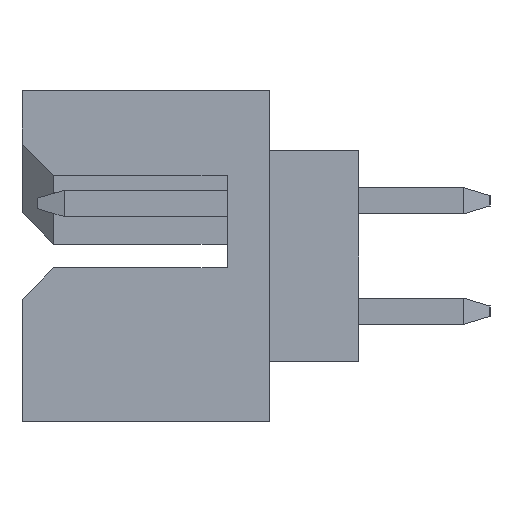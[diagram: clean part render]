
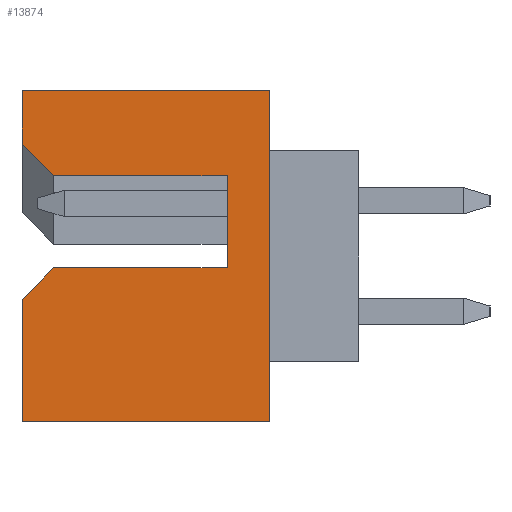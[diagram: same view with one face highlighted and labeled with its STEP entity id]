
A CAD part, left-side view. The second image highlights one B-rep face of the part: STEP entity #13874.
In plain terms, the highlighted planar face has unit normal (-1, 0, 0).
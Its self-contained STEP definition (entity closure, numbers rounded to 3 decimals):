
#7002=CARTESIAN_POINT('',(-8.325,6.4,-3.95));
#7003=VERTEX_POINT('',#7002);
#7004=CARTESIAN_POINT('',(-8.325,1.7,-3.95));
#7005=VERTEX_POINT('',#7004);
#7006=CARTESIAN_POINT('',(-8.325,6.4,-3.95));
#7007=DIRECTION('',(0.0,-1.0,0.0));
#7008=VECTOR('',#7007,4.7);
#7009=LINE('',#7006,#7008);
#7010=EDGE_CURVE('',#7003,#7005,#7009,.T.);
#7084=CARTESIAN_POINT('',(-8.325,1.7,2.35));
#7085=VERTEX_POINT('',#7084);
#7092=CARTESIAN_POINT('',(-8.325,1.7,-3.95));
#7093=DIRECTION('',(0.0,0.0,1.0));
#7094=VECTOR('',#7093,6.3);
#7095=LINE('',#7092,#7094);
#7096=EDGE_CURVE('',#7005,#7085,#7095,.T.);
#8345=CARTESIAN_POINT('',(-8.325,2.5,-1.025));
#8346=VERTEX_POINT('',#8345);
#8353=CARTESIAN_POINT('',(-8.325,2.5,0.725));
#8354=VERTEX_POINT('',#8353);
#8355=CARTESIAN_POINT('',(-8.325,2.5,0.725));
#8356=DIRECTION('',(0.0,0.0,-1.0));
#8357=VECTOR('',#8356,1.75);
#8358=LINE('',#8355,#8357);
#8359=EDGE_CURVE('',#8354,#8346,#8358,.T.);
#13413=CARTESIAN_POINT('',(-8.325,6.4,2.35));
#13414=VERTEX_POINT('',#13413);
#13421=CARTESIAN_POINT('',(-8.325,6.4,2.35));
#13422=DIRECTION('',(0.0,-1.0,0.0));
#13423=VECTOR('',#13422,4.7);
#13424=LINE('',#13421,#13423);
#13425=EDGE_CURVE('',#13414,#7085,#13424,.T.);
#13682=CARTESIAN_POINT('',(-8.325,6.4,-1.625));
#13683=VERTEX_POINT('',#13682);
#13684=CARTESIAN_POINT('',(-8.325,6.4,-3.95));
#13685=DIRECTION('',(0.0,0.0,1.0));
#13686=VECTOR('',#13685,2.325);
#13687=LINE('',#13684,#13686);
#13688=EDGE_CURVE('',#7003,#13683,#13687,.T.);
#13790=CARTESIAN_POINT('',(-8.325,6.4,1.325));
#13791=VERTEX_POINT('',#13790);
#13798=CARTESIAN_POINT('',(-8.325,6.4,1.325));
#13799=DIRECTION('',(0.0,0.0,1.0));
#13800=VECTOR('',#13799,1.025);
#13801=LINE('',#13798,#13800);
#13802=EDGE_CURVE('',#13791,#13414,#13801,.T.);
#13814=CARTESIAN_POINT('',(-8.325,5.8,-1.025));
#13815=VERTEX_POINT('',#13814);
#13831=CARTESIAN_POINT('',(-8.325,5.8,-1.025));
#13832=DIRECTION('',(0.0,0.707,-0.707));
#13833=VECTOR('',#13832,0.849);
#13834=LINE('',#13831,#13833);
#13835=EDGE_CURVE('',#13815,#13683,#13834,.T.);
#13840=CARTESIAN_POINT('',(-8.325,6.635,-4.265));
#13841=DIRECTION('',(-1.0,0.0,0.0));
#13842=DIRECTION('',(0.0,0.0,1.0));
#13843=AXIS2_PLACEMENT_3D('',#13840,#13841,#13842);
#13844=PLANE('',#13843);
#13845=ORIENTED_EDGE('',*,*,#13688,.F.);
#13846=ORIENTED_EDGE('',*,*,#7010,.T.);
#13847=ORIENTED_EDGE('',*,*,#7096,.T.);
#13848=ORIENTED_EDGE('',*,*,#13425,.F.);
#13849=ORIENTED_EDGE('',*,*,#13802,.F.);
#13850=CARTESIAN_POINT('',(-8.325,5.8,0.725));
#13851=VERTEX_POINT('',#13850);
#13852=CARTESIAN_POINT('',(-8.325,6.4,1.325));
#13853=DIRECTION('',(0.0,-0.707,-0.707));
#13854=VECTOR('',#13853,0.849);
#13855=LINE('',#13852,#13854);
#13856=EDGE_CURVE('',#13791,#13851,#13855,.T.);
#13857=ORIENTED_EDGE('',*,*,#13856,.T.);
#13858=CARTESIAN_POINT('',(-8.325,5.8,0.725));
#13859=DIRECTION('',(0.0,-1.0,0.0));
#13860=VECTOR('',#13859,3.3);
#13861=LINE('',#13858,#13860);
#13862=EDGE_CURVE('',#13851,#8354,#13861,.T.);
#13863=ORIENTED_EDGE('',*,*,#13862,.T.);
#13864=ORIENTED_EDGE('',*,*,#8359,.T.);
#13865=CARTESIAN_POINT('',(-8.325,5.8,-1.025));
#13866=DIRECTION('',(0.0,-1.0,0.0));
#13867=VECTOR('',#13866,3.3);
#13868=LINE('',#13865,#13867);
#13869=EDGE_CURVE('',#13815,#8346,#13868,.T.);
#13870=ORIENTED_EDGE('',*,*,#13869,.F.);
#13871=ORIENTED_EDGE('',*,*,#13835,.T.);
#13872=EDGE_LOOP('',(#13845,#13846,#13847,#13848,#13849,#13857,#13863,#13864,#13870,#13871));
#13873=FACE_OUTER_BOUND('',#13872,.T.);
#13874=ADVANCED_FACE('',(#13873),#13844,.T.);
